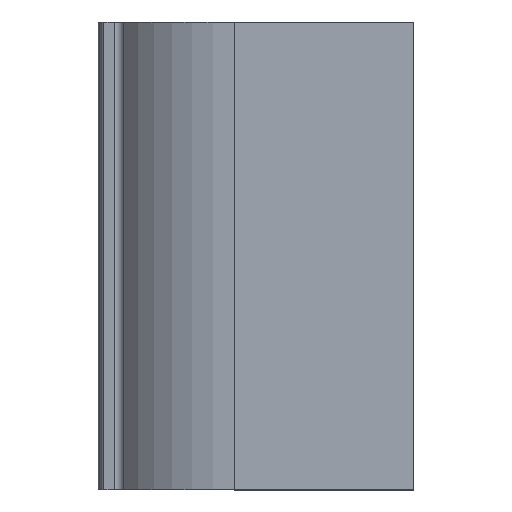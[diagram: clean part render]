
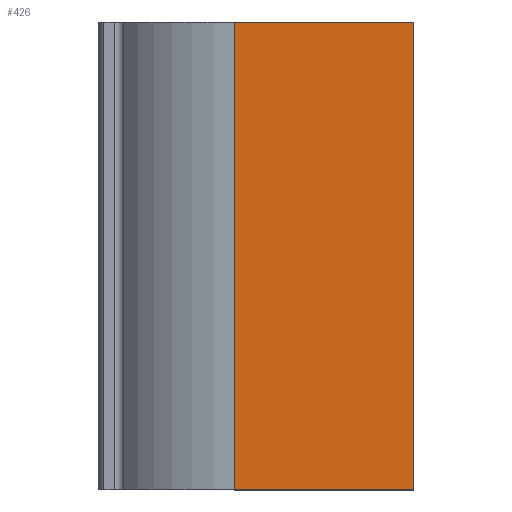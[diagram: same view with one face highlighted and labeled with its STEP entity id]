
A CAD part, top view. The second image highlights one B-rep face of the part: STEP entity #426.
In plain terms, the highlighted planar face has unit normal (0, 0, 1).
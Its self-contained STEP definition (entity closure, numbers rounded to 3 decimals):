
#56=LINE('',#731,#94);
#61=LINE('',#741,#99);
#62=LINE('',#743,#100);
#63=LINE('',#744,#101);
#94=VECTOR('',#596,10.);
#99=VECTOR('',#605,10.);
#100=VECTOR('',#606,10.);
#101=VECTOR('',#607,10.);
#121=FACE_OUTER_BOUND('',#145,.T.);
#145=EDGE_LOOP('',(#338,#339,#340,#341));
#210=VERTEX_POINT('',#728);
#211=VERTEX_POINT('',#730);
#214=VERTEX_POINT('',#740);
#215=VERTEX_POINT('',#742);
#260=EDGE_CURVE('',#211,#210,#56,.T.);
#265=EDGE_CURVE('',#211,#214,#61,.T.);
#266=EDGE_CURVE('',#215,#210,#62,.T.);
#267=EDGE_CURVE('',#214,#215,#63,.T.);
#338=ORIENTED_EDGE('',*,*,#265,.F.);
#339=ORIENTED_EDGE('',*,*,#260,.T.);
#340=ORIENTED_EDGE('',*,*,#266,.F.);
#341=ORIENTED_EDGE('',*,*,#267,.F.);
#405=PLANE('',#489);
#426=ADVANCED_FACE('',(#121),#405,.T.);
#489=AXIS2_PLACEMENT_3D('',#739,#603,#604);
#596=DIRECTION('',(0.,-1.,0.));
#603=DIRECTION('center_axis',(0.,0.,1.));
#604=DIRECTION('ref_axis',(-1.,0.,0.));
#605=DIRECTION('',(1.,0.,0.));
#606=DIRECTION('',(-1.,0.,0.));
#607=DIRECTION('',(0.,-1.,0.));
#728=CARTESIAN_POINT('',(0.,0.,10.95));
#730=CARTESIAN_POINT('',(0.,30.,10.95));
#731=CARTESIAN_POINT('',(0.,30.,10.95));
#739=CARTESIAN_POINT('Origin',(11.5,30.,10.95));
#740=CARTESIAN_POINT('',(11.5,30.,10.95));
#741=CARTESIAN_POINT('',(0.,30.,10.95));
#742=CARTESIAN_POINT('',(11.5,0.,10.95));
#743=CARTESIAN_POINT('',(0.,0.,10.95));
#744=CARTESIAN_POINT('',(11.5,30.,10.95));
